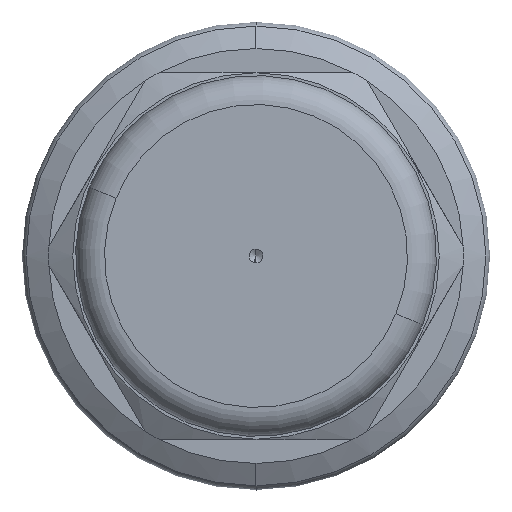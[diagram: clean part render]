
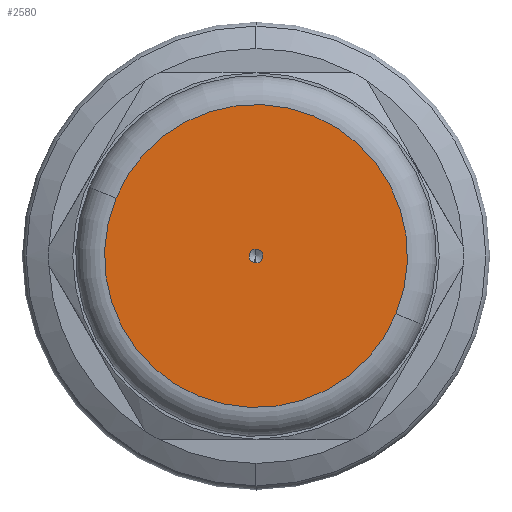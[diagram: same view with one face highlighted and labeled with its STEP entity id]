
A CAD part, left-side view. The second image highlights one B-rep face of the part: STEP entity #2580.
In plain terms, the highlighted planar face has unit normal (-1, 0, 0).
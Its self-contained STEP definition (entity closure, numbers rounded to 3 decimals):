
#736 = FACE_OUTER_BOUND ( 'NONE', #5178, .T. ) ;
#851 = EDGE_CURVE ( 'NONE', #10813, #9581, #7087, .T. ) ;
#1393 = CIRCLE ( 'NONE', #6333, 0.6 ) ;
#1761 = EDGE_CURVE ( 'NONE', #9581, #10813, #1393, .T. ) ;
#1774 = ORIENTED_EDGE ( 'NONE', *, *, #7317, .F. ) ;
#1902 = CIRCLE ( 'NONE', #2101, 13.075 ) ;
#2101 = AXIS2_PLACEMENT_3D ( 'NONE', #6109, #8580, #4382 ) ;
#2539 = CARTESIAN_POINT ( 'NONE',  ( -22.1, -12.084, -4.993 ) ) ;
#2580 = ADVANCED_FACE ( 'NONE', ( #9134, #736 ), #10682, .T. ) ;
#2682 = DIRECTION ( 'NONE',  ( 0., -0.924, -0.382 ) ) ;
#2751 = EDGE_CURVE ( 'NONE', #3071, #8233, #1902, .T. ) ;
#3044 = CIRCLE ( 'NONE', #4578, 13.075 ) ;
#3061 = AXIS2_PLACEMENT_3D ( 'NONE', #3978, #9697, #10540 ) ;
#3071 = VERTEX_POINT ( 'NONE', #2539 ) ;
#3278 = DIRECTION ( 'NONE',  ( 0., 0.924, 0.382 ) ) ;
#3318 = ORIENTED_EDGE ( 'NONE', *, *, #1761, .T. ) ;
#3978 = CARTESIAN_POINT ( 'NONE',  ( -22.1, 0., 0. ) ) ;
#4251 = EDGE_LOOP ( 'NONE', ( #7268, #3318 ) ) ;
#4382 = DIRECTION ( 'NONE',  ( 0., -0.924, -0.382 ) ) ;
#4447 = DIRECTION ( 'NONE',  ( 1., 0., 0. ) ) ;
#4578 = AXIS2_PLACEMENT_3D ( 'NONE', #9731, #4774, #9696 ) ;
#4657 = ORIENTED_EDGE ( 'NONE', *, *, #2751, .F. ) ;
#4774 = DIRECTION ( 'NONE',  ( 1., 0., 0. ) ) ;
#5085 = AXIS2_PLACEMENT_3D ( 'NONE', #8326, #6714, #3278 ) ;
#5178 = EDGE_LOOP ( 'NONE', ( #4657, #1774 ) ) ;
#6109 = CARTESIAN_POINT ( 'NONE',  ( -22.1, 0., 0. ) ) ;
#6333 = AXIS2_PLACEMENT_3D ( 'NONE', #6882, #4447, #2682 ) ;
#6714 = DIRECTION ( 'NONE',  ( -1., 0., 0. ) ) ;
#6882 = CARTESIAN_POINT ( 'NONE',  ( -22.1, 0., 0. ) ) ;
#7087 = CIRCLE ( 'NONE', #3061, 0.6 ) ;
#7268 = ORIENTED_EDGE ( 'NONE', *, *, #851, .T. ) ;
#7317 = EDGE_CURVE ( 'NONE', #8233, #3071, #3044, .T. ) ;
#8233 = VERTEX_POINT ( 'NONE', #10518 ) ;
#8326 = CARTESIAN_POINT ( 'NONE',  ( -22.1, -0.555, -0.229 ) ) ;
#8580 = DIRECTION ( 'NONE',  ( 1., 0., 0. ) ) ;
#9134 = FACE_BOUND ( 'NONE', #4251, .T. ) ;
#9435 = CARTESIAN_POINT ( 'NONE',  ( -22.1, -0.555, -0.229 ) ) ;
#9581 = VERTEX_POINT ( 'NONE', #10703 ) ;
#9696 = DIRECTION ( 'NONE',  ( 0., -0.924, -0.382 ) ) ;
#9697 = DIRECTION ( 'NONE',  ( 1., 0., 0. ) ) ;
#9731 = CARTESIAN_POINT ( 'NONE',  ( -22.1, 0., 0. ) ) ;
#10518 = CARTESIAN_POINT ( 'NONE',  ( -22.1, 12.084, 4.993 ) ) ;
#10540 = DIRECTION ( 'NONE',  ( 0., -0.924, -0.382 ) ) ;
#10682 = PLANE ( 'NONE',  #5085 ) ;
#10703 = CARTESIAN_POINT ( 'NONE',  ( -22.1, 0.555, 0.229 ) ) ;
#10813 = VERTEX_POINT ( 'NONE', #9435 ) ;
